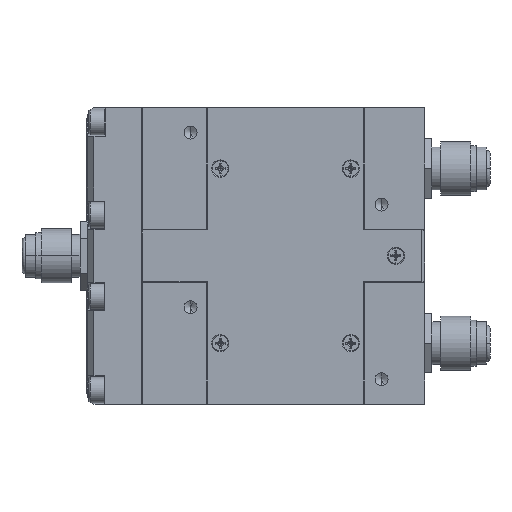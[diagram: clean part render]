
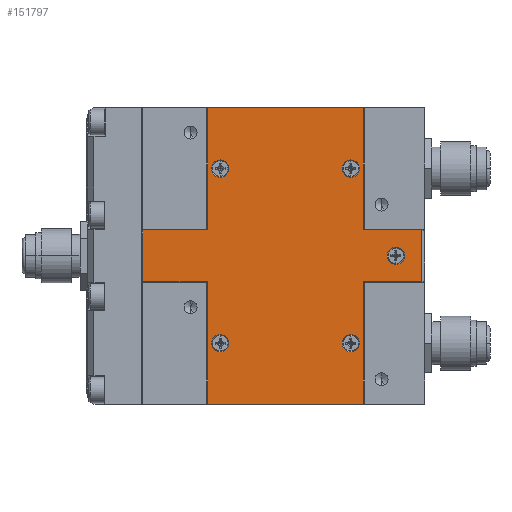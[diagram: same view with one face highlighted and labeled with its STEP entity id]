
A CAD part, front view. The second image highlights one B-rep face of the part: STEP entity #151797.
In plain terms, the highlighted planar face has unit normal (0, -1, 0).
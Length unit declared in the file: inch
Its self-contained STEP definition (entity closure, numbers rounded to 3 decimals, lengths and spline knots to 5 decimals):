
#151174=CARTESIAN_POINT('',(0.865,0.,-0.275));
#151175=DIRECTION('',(0.,1.,0.));
#151176=DIRECTION('',(0.,0.,1.));
#151177=AXIS2_PLACEMENT_3D('',#151174,#151175,#151176);
#151179=DIRECTION('',(1.,0.,0.));
#151180=VECTOR('',#151179,0.675);
#151181=CARTESIAN_POINT('',(0.19,0.,-0.27));
#151182=LINE('',#151181,#151180);
#151183=DIRECTION('',(-1.,0.,0.));
#151184=VECTOR('',#151183,0.675);
#151185=CARTESIAN_POINT('',(0.865,0.,0.27));
#151186=LINE('',#151185,#151184);
#151187=CARTESIAN_POINT('',(0.865,0.,0.275));
#151188=DIRECTION('',(0.,1.,0.));
#151189=DIRECTION('',(1.,0.,0.));
#151190=AXIS2_PLACEMENT_3D('',#151187,#151188,#151189);
#151192=DIRECTION('',(0.,0.,-1.));
#151193=VECTOR('',#151192,1.27);
#151194=CARTESIAN_POINT('',(0.87,0.,1.545));
#151195=LINE('',#151194,#151193);
#151196=DIRECTION('',(-1.,0.,0.));
#151197=VECTOR('',#151196,1.62);
#151198=CARTESIAN_POINT('',(2.49,0.,1.545));
#151199=LINE('',#151198,#151197);
#151200=DIRECTION('',(0.,0.,1.));
#151201=VECTOR('',#151200,1.27);
#151202=CARTESIAN_POINT('',(2.49,0.,0.275));
#151203=LINE('',#151202,#151201);
#151204=CARTESIAN_POINT('',(2.495,0.,0.275));
#151205=DIRECTION('',(0.,1.,0.));
#151206=DIRECTION('',(0.,0.,-1.));
#151207=AXIS2_PLACEMENT_3D('',#151204,#151205,#151206);
#151209=DIRECTION('',(-1.,0.,0.));
#151210=VECTOR('',#151209,0.605);
#151211=CARTESIAN_POINT('',(3.1,0.,0.27));
#151212=LINE('',#151211,#151210);
#151213=DIRECTION('',(0.,0.,1.));
#151214=VECTOR('',#151213,0.54);
#151215=CARTESIAN_POINT('',(3.1,0.,-0.27));
#151216=LINE('',#151215,#151214);
#151217=DIRECTION('',(1.,0.,0.));
#151218=VECTOR('',#151217,0.605);
#151219=CARTESIAN_POINT('',(2.495,0.,-0.27));
#151220=LINE('',#151219,#151218);
#151221=CARTESIAN_POINT('',(2.495,0.,-0.275));
#151222=DIRECTION('',(0.,1.,0.));
#151223=DIRECTION('',(-1.,0.,0.));
#151224=AXIS2_PLACEMENT_3D('',#151221,#151222,#151223);
#151226=DIRECTION('',(0.,0.,1.));
#151227=VECTOR('',#151226,1.27);
#151228=CARTESIAN_POINT('',(2.49,0.,-1.545));
#151229=LINE('',#151228,#151227);
#151230=DIRECTION('',(1.,0.,0.));
#151231=VECTOR('',#151230,1.62);
#151232=CARTESIAN_POINT('',(0.87,0.,-1.545));
#151233=LINE('',#151232,#151231);
#151234=DIRECTION('',(0.,0.,-1.));
#151235=VECTOR('',#151234,1.27);
#151236=CARTESIAN_POINT('',(0.87,0.,-0.275));
#151237=LINE('',#151236,#151235);
#151238=CARTESIAN_POINT('',(2.36,0.,0.91));
#151239=DIRECTION('',(0.,1.,0.));
#151240=DIRECTION('',(0.,0.,-1.));
#151241=AXIS2_PLACEMENT_3D('',#151238,#151239,#151240);
#151243=CARTESIAN_POINT('',(2.36,0.,0.91));
#151244=DIRECTION('',(0.,1.,0.));
#151245=DIRECTION('',(0.,0.,1.));
#151246=AXIS2_PLACEMENT_3D('',#151243,#151244,#151245);
#151248=CARTESIAN_POINT('',(2.83,0.,0.));
#151249=DIRECTION('',(0.,1.,0.));
#151250=DIRECTION('',(0.,0.,-1.));
#151251=AXIS2_PLACEMENT_3D('',#151248,#151249,#151250);
#151253=CARTESIAN_POINT('',(2.83,0.,0.));
#151254=DIRECTION('',(0.,1.,0.));
#151255=DIRECTION('',(0.,0.,1.));
#151256=AXIS2_PLACEMENT_3D('',#151253,#151254,#151255);
#151258=CARTESIAN_POINT('',(1.,0.,-0.91));
#151259=DIRECTION('',(0.,1.,0.));
#151260=DIRECTION('',(0.,0.,-1.));
#151261=AXIS2_PLACEMENT_3D('',#151258,#151259,#151260);
#151263=CARTESIAN_POINT('',(1.,0.,-0.91));
#151264=DIRECTION('',(0.,1.,0.));
#151265=DIRECTION('',(0.,0.,1.));
#151266=AXIS2_PLACEMENT_3D('',#151263,#151264,#151265);
#151268=CARTESIAN_POINT('',(2.36,0.,-0.91));
#151269=DIRECTION('',(0.,1.,0.));
#151270=DIRECTION('',(0.,0.,-1.));
#151271=AXIS2_PLACEMENT_3D('',#151268,#151269,#151270);
#151273=CARTESIAN_POINT('',(2.36,0.,-0.91));
#151274=DIRECTION('',(0.,1.,0.));
#151275=DIRECTION('',(0.,0.,1.));
#151276=AXIS2_PLACEMENT_3D('',#151273,#151274,#151275);
#151278=CARTESIAN_POINT('',(1.,0.,0.91));
#151279=DIRECTION('',(0.,1.,0.));
#151280=DIRECTION('',(0.,0.,-1.));
#151281=AXIS2_PLACEMENT_3D('',#151278,#151279,#151280);
#151283=CARTESIAN_POINT('',(1.,0.,0.91));
#151284=DIRECTION('',(0.,1.,0.));
#151285=DIRECTION('',(0.,0.,1.));
#151286=AXIS2_PLACEMENT_3D('',#151283,#151284,#151285);
#151390=DIRECTION('',(0.,0.,1.));
#151391=VECTOR('',#151390,0.54);
#151392=CARTESIAN_POINT('',(0.19,0.,-0.27));
#151393=LINE('',#151392,#151391);
#151605=CARTESIAN_POINT('',(0.865,0.,0.27));
#151607=VERTEX_POINT('',#151605);
#151609=CARTESIAN_POINT('',(0.19,0.,-0.27));
#151611=VERTEX_POINT('',#151609);
#151612=CARTESIAN_POINT('',(0.865,0.,-0.27));
#151614=VERTEX_POINT('',#151612);
#151616=CARTESIAN_POINT('',(3.1,0.,0.27));
#151617=CARTESIAN_POINT('',(2.495,0.,0.27));
#151618=VERTEX_POINT('',#151616);
#151619=VERTEX_POINT('',#151617);
#151620=CARTESIAN_POINT('',(0.19,0.,0.27));
#151621=VERTEX_POINT('',#151620);
#151624=CARTESIAN_POINT('',(3.1,0.,-0.27));
#151625=VERTEX_POINT('',#151624);
#151632=CARTESIAN_POINT('',(2.49,0.,0.275));
#151633=VERTEX_POINT('',#151632);
#151636=CARTESIAN_POINT('',(2.49,0.,-1.545));
#151637=CARTESIAN_POINT('',(2.49,0.,-0.275));
#151638=VERTEX_POINT('',#151636);
#151639=VERTEX_POINT('',#151637);
#151640=CARTESIAN_POINT('',(0.87,0.,-1.545));
#151642=VERTEX_POINT('',#151640);
#151652=CARTESIAN_POINT('',(0.87,0.,-0.275));
#151653=VERTEX_POINT('',#151652);
#151654=CARTESIAN_POINT('',(2.49,0.,1.545));
#151655=VERTEX_POINT('',#151654);
#151662=CARTESIAN_POINT('',(0.87,0.,0.275));
#151663=VERTEX_POINT('',#151662);
#151664=CARTESIAN_POINT('',(0.87,0.,1.545));
#151665=VERTEX_POINT('',#151664);
#151666=CARTESIAN_POINT('',(2.495,0.,-0.27));
#151667=VERTEX_POINT('',#151666);
#151676=CARTESIAN_POINT('',(1.,0.,-1.));
#151677=VERTEX_POINT('',#151676);
#151678=CARTESIAN_POINT('',(1.,0.,-0.82));
#151679=VERTEX_POINT('',#151678);
#151689=CARTESIAN_POINT('',(2.36,0.,-1.));
#151691=VERTEX_POINT('',#151689);
#151693=CARTESIAN_POINT('',(2.36,0.,-0.82));
#151695=VERTEX_POINT('',#151693);
#151716=CARTESIAN_POINT('',(2.83,0.,-0.09));
#151717=VERTEX_POINT('',#151716);
#151718=CARTESIAN_POINT('',(2.83,0.,0.09));
#151719=VERTEX_POINT('',#151718);
#151720=CARTESIAN_POINT('',(1.,0.,0.82));
#151721=VERTEX_POINT('',#151720);
#151722=CARTESIAN_POINT('',(1.,0.,1.));
#151723=VERTEX_POINT('',#151722);
#151724=CARTESIAN_POINT('',(2.36,0.,0.82));
#151725=VERTEX_POINT('',#151724);
#151726=CARTESIAN_POINT('',(2.36,0.,1.));
#151727=VERTEX_POINT('',#151726);
#151728=CARTESIAN_POINT('',(0.,0.,0.));
#151729=DIRECTION('',(0.,1.,0.));
#151730=DIRECTION('',(0.,0.,1.));
#151731=AXIS2_PLACEMENT_3D('',#151728,#151729,#151730);
#151732=PLANE('',#151731);
#151734=ORIENTED_EDGE('',*,*,#151733,.F.);
#151736=ORIENTED_EDGE('',*,*,#151735,.F.);
#151738=ORIENTED_EDGE('',*,*,#151737,.T.);
#151740=ORIENTED_EDGE('',*,*,#151739,.F.);
#151742=ORIENTED_EDGE('',*,*,#151741,.F.);
#151744=ORIENTED_EDGE('',*,*,#151743,.F.);
#151746=ORIENTED_EDGE('',*,*,#151745,.F.);
#151748=ORIENTED_EDGE('',*,*,#151747,.F.);
#151750=ORIENTED_EDGE('',*,*,#151749,.F.);
#151752=ORIENTED_EDGE('',*,*,#151751,.F.);
#151754=ORIENTED_EDGE('',*,*,#151753,.F.);
#151756=ORIENTED_EDGE('',*,*,#151755,.F.);
#151758=ORIENTED_EDGE('',*,*,#151757,.F.);
#151760=ORIENTED_EDGE('',*,*,#151759,.F.);
#151762=ORIENTED_EDGE('',*,*,#151761,.F.);
#151764=ORIENTED_EDGE('',*,*,#151763,.F.);
#151765=EDGE_LOOP('',(#151734,#151736,#151738,#151740,#151742,#151744,#151746,
#151748,#151750,#151752,#151754,#151756,#151758,#151760,#151762,#151764));
#151766=FACE_OUTER_BOUND('',#151765,.F.);
#151768=ORIENTED_EDGE('',*,*,#151767,.F.);
#151770=ORIENTED_EDGE('',*,*,#151769,.F.);
#151771=EDGE_LOOP('',(#151768,#151770));
#151772=FACE_BOUND('',#151771,.F.);
#151774=ORIENTED_EDGE('',*,*,#151773,.F.);
#151776=ORIENTED_EDGE('',*,*,#151775,.F.);
#151777=EDGE_LOOP('',(#151774,#151776));
#151778=FACE_BOUND('',#151777,.F.);
#151780=ORIENTED_EDGE('',*,*,#151779,.F.);
#151782=ORIENTED_EDGE('',*,*,#151781,.F.);
#151783=EDGE_LOOP('',(#151780,#151782));
#151784=FACE_BOUND('',#151783,.F.);
#151786=ORIENTED_EDGE('',*,*,#151785,.F.);
#151788=ORIENTED_EDGE('',*,*,#151787,.F.);
#151789=EDGE_LOOP('',(#151786,#151788));
#151790=FACE_BOUND('',#151789,.F.);
#151792=ORIENTED_EDGE('',*,*,#151791,.F.);
#151794=ORIENTED_EDGE('',*,*,#151793,.F.);
#151795=EDGE_LOOP('',(#151792,#151794));
#151796=FACE_BOUND('',#151795,.F.);
#151797=ADVANCED_FACE('',(#151766,#151772,#151778,#151784,#151790,#151796),
#151732,.F.);
#151178=CIRCLE('',#151177,0.005);
#151191=CIRCLE('',#151190,0.005);
#151208=CIRCLE('',#151207,0.005);
#151225=CIRCLE('',#151224,0.005);
#151242=CIRCLE('',#151241,0.09);
#151247=CIRCLE('',#151246,0.09);
#151252=CIRCLE('',#151251,0.09);
#151257=CIRCLE('',#151256,0.09);
#151262=CIRCLE('',#151261,0.09);
#151267=CIRCLE('',#151266,0.09);
#151272=CIRCLE('',#151271,0.09);
#151277=CIRCLE('',#151276,0.09);
#151282=CIRCLE('',#151281,0.09);
#151287=CIRCLE('',#151286,0.09);
#151733=EDGE_CURVE('',#151614,#151653,#151178,.T.);
#151735=EDGE_CURVE('',#151611,#151614,#151182,.T.);
#151737=EDGE_CURVE('',#151611,#151621,#151393,.T.);
#151739=EDGE_CURVE('',#151607,#151621,#151186,.T.);
#151741=EDGE_CURVE('',#151663,#151607,#151191,.T.);
#151743=EDGE_CURVE('',#151665,#151663,#151195,.T.);
#151745=EDGE_CURVE('',#151655,#151665,#151199,.T.);
#151747=EDGE_CURVE('',#151633,#151655,#151203,.T.);
#151749=EDGE_CURVE('',#151619,#151633,#151208,.T.);
#151751=EDGE_CURVE('',#151618,#151619,#151212,.T.);
#151753=EDGE_CURVE('',#151625,#151618,#151216,.T.);
#151755=EDGE_CURVE('',#151667,#151625,#151220,.T.);
#151757=EDGE_CURVE('',#151639,#151667,#151225,.T.);
#151759=EDGE_CURVE('',#151638,#151639,#151229,.T.);
#151761=EDGE_CURVE('',#151642,#151638,#151233,.T.);
#151763=EDGE_CURVE('',#151653,#151642,#151237,.T.);
#151767=EDGE_CURVE('',#151725,#151727,#151242,.T.);
#151769=EDGE_CURVE('',#151727,#151725,#151247,.T.);
#151773=EDGE_CURVE('',#151717,#151719,#151252,.T.);
#151775=EDGE_CURVE('',#151719,#151717,#151257,.T.);
#151779=EDGE_CURVE('',#151677,#151679,#151262,.T.);
#151781=EDGE_CURVE('',#151679,#151677,#151267,.T.);
#151785=EDGE_CURVE('',#151691,#151695,#151272,.T.);
#151787=EDGE_CURVE('',#151695,#151691,#151277,.T.);
#151791=EDGE_CURVE('',#151721,#151723,#151282,.T.);
#151793=EDGE_CURVE('',#151723,#151721,#151287,.T.);
